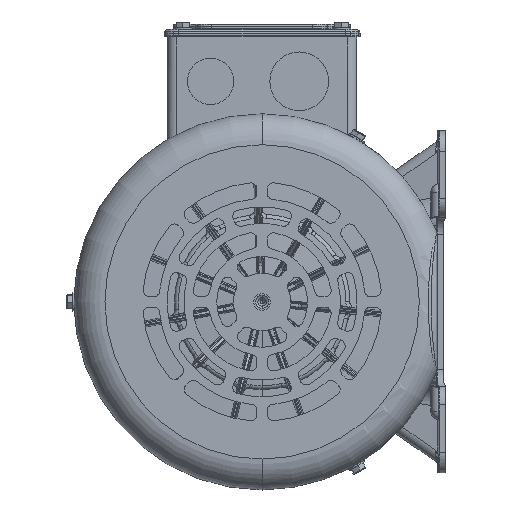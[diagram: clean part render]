
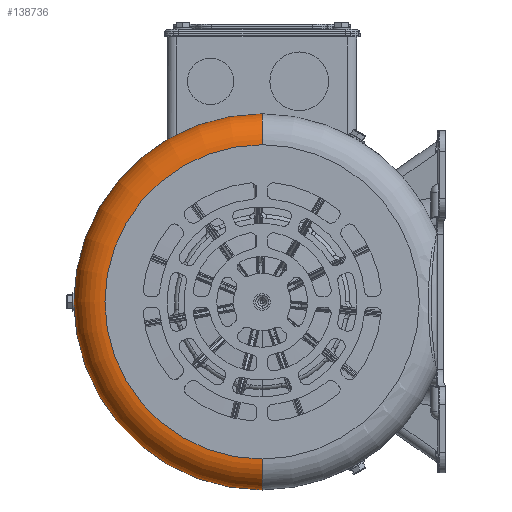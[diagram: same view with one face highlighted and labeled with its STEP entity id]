
A CAD part, left-side view. The second image highlights one B-rep face of the part: STEP entity #138736.
In plain terms, the highlighted toroidal (fillet/blend) face has major radius 76.25 mm and minor radius 15 mm.
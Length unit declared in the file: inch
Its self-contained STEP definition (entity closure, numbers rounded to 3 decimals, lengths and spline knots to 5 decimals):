
#1486 = EDGE_CURVE ( 'NONE', #89578, #145320, #147417, .T. ) ;
#8112 = DIRECTION ( 'NONE',  ( -1., 0., 0. ) ) ;
#8933 = DIRECTION ( 'NONE',  ( 0., 0., 1. ) ) ;
#11217 = CIRCLE ( 'NONE', #75891, 0.59055 ) ;
#17062 = ORIENTED_EDGE ( 'NONE', *, *, #1486, .F. ) ;
#28963 = DIRECTION ( 'NONE',  ( 0., -1., 0. ) ) ;
#43312 = EDGE_LOOP ( 'NONE', ( #17062, #75184, #111336, #45284 ) ) ;
#45284 = ORIENTED_EDGE ( 'NONE', *, *, #65871, .T. ) ;
#45612 = DIRECTION ( 'NONE',  ( 1., 0., 0. ) ) ;
#50578 = EDGE_CURVE ( 'NONE', #66546, #91694, #11217, .T. ) ;
#53105 = DIRECTION ( 'NONE',  ( -1., 0., 0. ) ) ;
#54523 = CIRCLE ( 'NONE', #74422, 3.59252 ) ;
#56319 = CARTESIAN_POINT ( 'NONE',  ( -5.74803, 0., 3.59252 ) ) ;
#57915 = DIRECTION ( 'NONE',  ( -1., 0., 0. ) ) ;
#59546 = EDGE_CURVE ( 'NONE', #89578, #91694, #54523, .T. ) ;
#60441 = CARTESIAN_POINT ( 'NONE',  ( -5.74803, 0., 0. ) ) ;
#65871 = EDGE_CURVE ( 'NONE', #66546, #145320, #134466, .T. ) ;
#66546 = VERTEX_POINT ( 'NONE', #128150 ) ;
#69753 = DIRECTION ( 'NONE',  ( 0., 0., 1. ) ) ;
#71932 = TOROIDAL_SURFACE ( 'NONE', #116668, 3.00197, 0.59055 ) ;
#73871 = CARTESIAN_POINT ( 'NONE',  ( -6.33858, 0., 3.00197 ) ) ;
#74422 = AXIS2_PLACEMENT_3D ( 'NONE', #60441, #144446, #153810 ) ;
#75184 = ORIENTED_EDGE ( 'NONE', *, *, #59546, .T. ) ;
#75891 = AXIS2_PLACEMENT_3D ( 'NONE', #89085, #114709, #8112 ) ;
#82840 = CARTESIAN_POINT ( 'NONE',  ( -5.74803, 0., 0. ) ) ;
#89085 = CARTESIAN_POINT ( 'NONE',  ( -5.74803, 0., -3.00197 ) ) ;
#89578 = VERTEX_POINT ( 'NONE', #56319 ) ;
#91694 = VERTEX_POINT ( 'NONE', #138388 ) ;
#106995 = AXIS2_PLACEMENT_3D ( 'NONE', #128862, #45612, #69753 ) ;
#111336 = ORIENTED_EDGE ( 'NONE', *, *, #50578, .F. ) ;
#114709 = DIRECTION ( 'NONE',  ( 0., -1., 0. ) ) ;
#116668 = AXIS2_PLACEMENT_3D ( 'NONE', #82840, #57915, #8933 ) ;
#117051 = FACE_OUTER_BOUND ( 'NONE', #43312, .T. ) ;
#125149 = AXIS2_PLACEMENT_3D ( 'NONE', #135597, #28963, #53105 ) ;
#128150 = CARTESIAN_POINT ( 'NONE',  ( -6.33858, 0., -3.00197 ) ) ;
#128862 = CARTESIAN_POINT ( 'NONE',  ( -6.33858, 0., 0. ) ) ;
#134466 = CIRCLE ( 'NONE', #106995, 3.00197 ) ;
#135597 = CARTESIAN_POINT ( 'NONE',  ( -5.74803, 0., 3.00197 ) ) ;
#138388 = CARTESIAN_POINT ( 'NONE',  ( -5.74803, 0., -3.59252 ) ) ;
#138736 = ADVANCED_FACE ( 'NONE', ( #117051 ), #71932, .T. ) ;
#144446 = DIRECTION ( 'NONE',  ( -1., 0., 0. ) ) ;
#145320 = VERTEX_POINT ( 'NONE', #73871 ) ;
#147417 = CIRCLE ( 'NONE', #125149, 0.59055 ) ;
#153810 = DIRECTION ( 'NONE',  ( 0., 0., 1. ) ) ;
